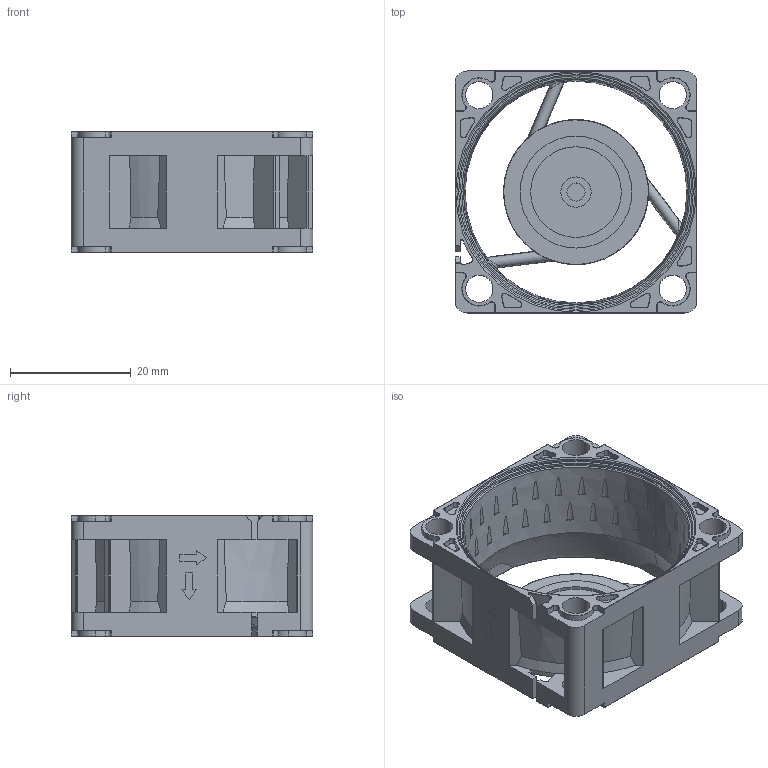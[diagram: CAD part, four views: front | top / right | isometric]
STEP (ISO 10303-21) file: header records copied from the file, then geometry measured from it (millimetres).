
FILE_DESCRIPTION (( 'STEP AP203' ), '1' );
FILE_NAME ('4020.STEP', '2022-02-10T14:59:18', ( '' ), ( '' ), 'SwSTEP 2.0', 'SolidWorks 2021', '' );
FILE_SCHEMA (( 'CONFIG_CONTROL_DESIGN' ));
Length unit declared in the file: millimetre
Products named in the file (1): 4020
Bounding box: 40 x 40 x 20 mm (x, y, z)
Volume: 6200.4 mm3; surface area: 9380.4 mm2
Topology: 1 solids, 1 shells, 869 faces, 2091 edges, 1285 vertices
Faces by surface type: cylinder 302, plane 267, torus 155, cone 91, sphere 30, bspline 24
Entity records: 28031 total; most frequent: CARTESIAN_POINT 7483, DIRECTION 4581, ORIENTED_EDGE 4122, EDGE_CURVE 2061, AXIS2_PLACEMENT_3D 1890, VERTEX_POINT 1285, CIRCLE 1044, EDGE_LOOP 982
